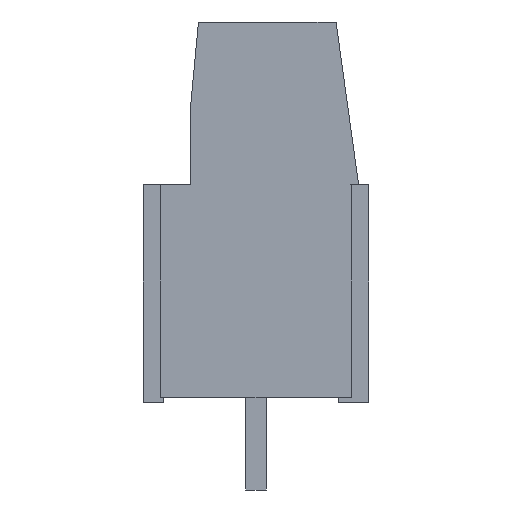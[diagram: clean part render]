
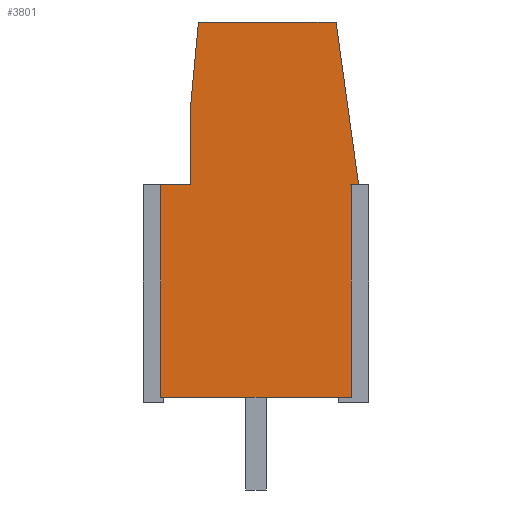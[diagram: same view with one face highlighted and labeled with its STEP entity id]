
A CAD part, left-side view. The second image highlights one B-rep face of the part: STEP entity #3801.
In plain terms, the highlighted planar face has unit normal (-1, 0, 0).
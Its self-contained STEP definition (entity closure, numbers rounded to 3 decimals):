
#134=DIRECTION('',(0.,1.,0.));
#135=VECTOR('',#134,0.3);
#136=CARTESIAN_POINT('',(-15.,-3.65,-6.5));
#137=LINE('',#136,#135);
#138=DIRECTION('',(0.,0.,1.));
#139=VECTOR('',#138,8.5);
#140=CARTESIAN_POINT('',(-15.,-3.35,-15.));
#141=LINE('',#140,#139);
#142=DIRECTION('',(0.,1.,0.));
#143=VECTOR('',#142,7.6);
#144=CARTESIAN_POINT('',(-15.,-3.35,-15.));
#145=LINE('',#144,#143);
#146=DIRECTION('',(0.,0.,1.));
#147=VECTOR('',#146,8.5);
#148=CARTESIAN_POINT('',(-15.,4.25,-15.));
#149=LINE('',#148,#147);
#150=DIRECTION('',(0.,-1.,0.));
#151=VECTOR('',#150,1.2);
#152=CARTESIAN_POINT('',(-15.,4.25,-6.5));
#153=LINE('',#152,#151);
#154=DIRECTION('',(0.,0.,1.));
#155=VECTOR('',#154,3.3);
#156=CARTESIAN_POINT('',(-15.,3.05,-6.5));
#157=LINE('',#156,#155);
#158=DIRECTION('',(0.,-0.093,0.996));
#159=VECTOR('',#158,3.214);
#160=CARTESIAN_POINT('',(-15.,3.05,-3.2));
#161=LINE('',#160,#159);
#162=DIRECTION('',(0.,-1.,0.));
#163=VECTOR('',#162,5.5);
#164=CARTESIAN_POINT('',(-15.,2.75,0.));
#165=LINE('',#164,#163);
#166=DIRECTION('',(0.,-0.137,-0.991));
#167=VECTOR('',#166,6.562);
#168=CARTESIAN_POINT('',(-15.,-2.75,0.));
#169=LINE('',#168,#167);
#2962=CARTESIAN_POINT('',(-15.,3.05,-6.5));
#2963=CARTESIAN_POINT('',(-15.,3.05,-3.2));
#2964=VERTEX_POINT('',#2962);
#2965=VERTEX_POINT('',#2963);
#2966=CARTESIAN_POINT('',(-15.,2.75,0.));
#2967=VERTEX_POINT('',#2966);
#2968=CARTESIAN_POINT('',(-15.,-2.75,0.));
#2969=VERTEX_POINT('',#2968);
#3000=CARTESIAN_POINT('',(-15.,-3.65,-6.5));
#3001=CARTESIAN_POINT('',(-15.,-3.35,-6.5));
#3002=VERTEX_POINT('',#3000);
#3003=VERTEX_POINT('',#3001);
#3004=CARTESIAN_POINT('',(-15.,4.25,-15.));
#3005=CARTESIAN_POINT('',(-15.,4.25,-6.5));
#3006=VERTEX_POINT('',#3004);
#3007=VERTEX_POINT('',#3005);
#3008=CARTESIAN_POINT('',(-15.,-3.35,-15.));
#3009=VERTEX_POINT('',#3008);
#3776=CARTESIAN_POINT('',(-15.,0.,0.));
#3777=DIRECTION('',(1.,0.,0.));
#3778=DIRECTION('',(0.,0.,-1.));
#3779=AXIS2_PLACEMENT_3D('',#3776,#3777,#3778);
#3780=PLANE('',#3779);
#3782=ORIENTED_EDGE('',*,*,#3781,.T.);
#3784=ORIENTED_EDGE('',*,*,#3783,.F.);
#3786=ORIENTED_EDGE('',*,*,#3785,.T.);
#3788=ORIENTED_EDGE('',*,*,#3787,.T.);
#3790=ORIENTED_EDGE('',*,*,#3789,.T.);
#3792=ORIENTED_EDGE('',*,*,#3791,.T.);
#3794=ORIENTED_EDGE('',*,*,#3793,.T.);
#3796=ORIENTED_EDGE('',*,*,#3795,.T.);
#3798=ORIENTED_EDGE('',*,*,#3797,.T.);
#3799=EDGE_LOOP('',(#3782,#3784,#3786,#3788,#3790,#3792,#3794,#3796,#3798));
#3800=FACE_OUTER_BOUND('',#3799,.F.);
#3781=EDGE_CURVE('',#3002,#3003,#137,.T.);
#3783=EDGE_CURVE('',#3009,#3003,#141,.T.);
#3785=EDGE_CURVE('',#3009,#3006,#145,.T.);
#3787=EDGE_CURVE('',#3006,#3007,#149,.T.);
#3789=EDGE_CURVE('',#3007,#2964,#153,.T.);
#3791=EDGE_CURVE('',#2964,#2965,#157,.T.);
#3793=EDGE_CURVE('',#2965,#2967,#161,.T.);
#3795=EDGE_CURVE('',#2967,#2969,#165,.T.);
#3797=EDGE_CURVE('',#2969,#3002,#169,.T.);
#3801=ADVANCED_FACE('',(#3800),#3780,.F.);
